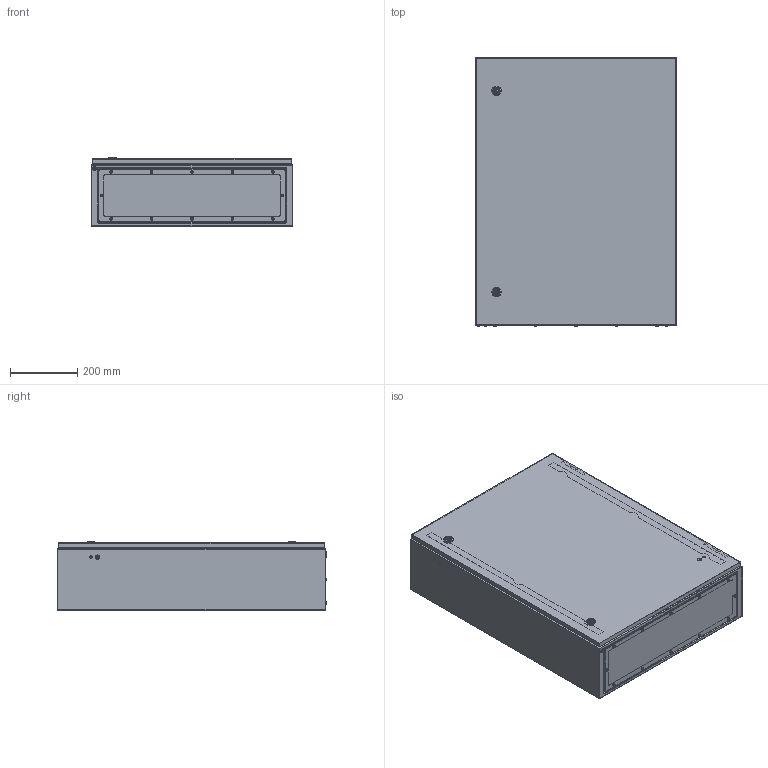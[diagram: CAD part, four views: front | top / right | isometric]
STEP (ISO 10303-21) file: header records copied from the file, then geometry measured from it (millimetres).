
FILE_DESCRIPTION (( 'STEP AP214' ), '1' );
FILE_NAME ('3331-6080-20-17.step', '2023-12-20T13:04:09', ( '' ), ( '' ), 'SwSTEP 2.0', 'SolidWorks 2019', '' );
FILE_SCHEMA (( 'AUTOMOTIVE_DESIGN' ));
Length unit declared in the file: millimetre
Products named in the file (6): Kabeleinfuehrungsplatte_wg_3080-7055-12-27; Montageplatte_wg_0331-6080-00-13; 3331-6080-20-17; Korpus_wg_6080-20; Montageplattenbeipack_wg_6080; Tuer_wg_3331-6080-00-97
Assembly tree (5 placements, depth 2):
  3331-6080-20-17
    Korpus_wg_6080-20
    Tuer_wg_3331-6080-00-97
    Kabeleinfuehrungsplatte_wg_3080-7055-12-27
    Montageplatte_wg_0331-6080-00-13
    Montageplattenbeipack_wg_6080
Bounding box: 600 x 803.1 x 207 mm (x, y, z)
Volume: 3517463.8 mm3; surface area: 4250159 mm2
Topology: 36 solids, 36 shells, 1871 faces, 4772 edges, 3083 vertices
Faces by surface type: plane 1077, cylinder 568, cone 164, torus 28, sphere 18, bspline 16
Entity records: 75230 total; most frequent: CARTESIAN_POINT 19404, DIRECTION 9678, ORIENTED_EDGE 9528, EDGE_CURVE 4764, AXIS2_PLACEMENT_3D 3411, VERTEX_POINT 3083, VECTOR 2856, LINE 2856
